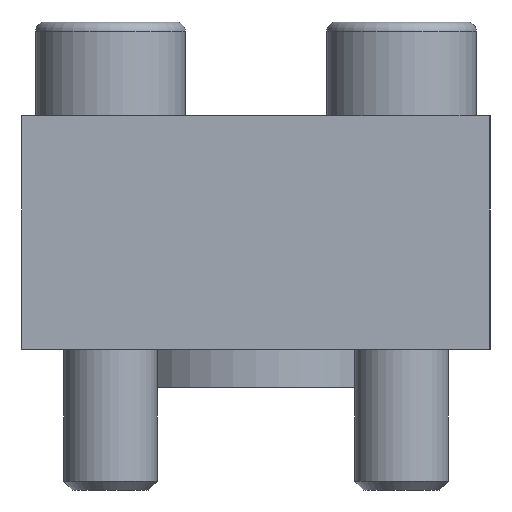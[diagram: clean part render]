
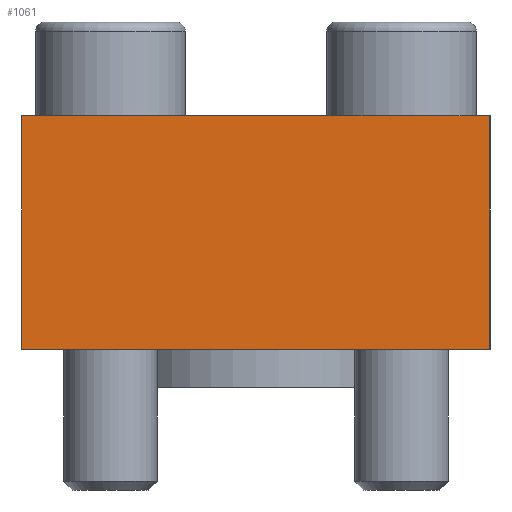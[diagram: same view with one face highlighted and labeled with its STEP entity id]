
A CAD part, left-side view. The second image highlights one B-rep face of the part: STEP entity #1061.
In plain terms, the highlighted planar face has unit normal (-1, 0, 0).
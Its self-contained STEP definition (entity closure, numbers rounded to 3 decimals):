
#53=LINE('',#1613,#137);
#57=LINE('',#1631,#141);
#58=LINE('',#1634,#142);
#59=LINE('',#1635,#143);
#137=VECTOR('',#1283,1000.);
#141=VECTOR('',#1299,1000.);
#142=VECTOR('',#1300,1000.);
#143=VECTOR('',#1301,1000.);
#231=ORIENTED_EDGE('',*,*,#491,.T.);
#232=ORIENTED_EDGE('',*,*,#492,.F.);
#233=ORIENTED_EDGE('',*,*,#483,.F.);
#234=ORIENTED_EDGE('',*,*,#493,.T.);
#483=EDGE_CURVE('',#613,#614,#53,.T.);
#491=EDGE_CURVE('',#621,#622,#57,.T.);
#492=EDGE_CURVE('',#614,#622,#58,.T.);
#493=EDGE_CURVE('',#613,#621,#59,.T.);
#613=VERTEX_POINT('',#1614);
#614=VERTEX_POINT('',#1615);
#621=VERTEX_POINT('',#1632);
#622=VERTEX_POINT('',#1633);
#764=EDGE_LOOP('',(#231,#232,#233,#234));
#891=FACE_BOUND('',#764,.T.);
#1012=PLANE('',#1160);
#1061=ADVANCED_FACE('',(#891),#1012,.F.);
#1160=AXIS2_PLACEMENT_3D('',#1630,#1297,#1298);
#1283=DIRECTION('',(0.,-1.,0.));
#1297=DIRECTION('',(1.,0.,0.));
#1298=DIRECTION('',(0.,0.,-1.));
#1299=DIRECTION('',(0.,-1.,0.));
#1300=DIRECTION('',(0.,0.,-1.));
#1301=DIRECTION('',(0.,0.,-1.));
#1613=CARTESIAN_POINT('',(-25.,25.,29.));
#1614=CARTESIAN_POINT('',(-25.,25.,29.));
#1615=CARTESIAN_POINT('',(-25.,-25.,29.));
#1630=CARTESIAN_POINT('',(-25.,25.,29.));
#1631=CARTESIAN_POINT('',(-25.,25.,4.));
#1632=CARTESIAN_POINT('',(-25.,25.,4.));
#1633=CARTESIAN_POINT('',(-25.,-25.,4.));
#1634=CARTESIAN_POINT('',(-25.,-25.,29.));
#1635=CARTESIAN_POINT('',(-25.,25.,29.));
